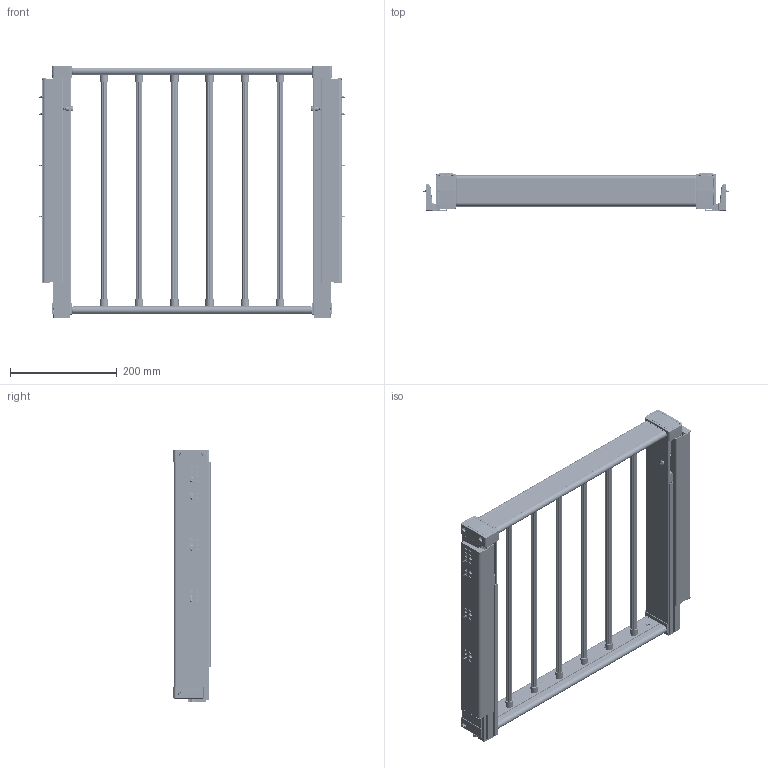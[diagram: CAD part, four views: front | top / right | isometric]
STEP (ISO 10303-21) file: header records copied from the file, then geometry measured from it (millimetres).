
FILE_DESCRIPTION (( 'STEP AP203' ), '1' );
FILE_NAME ('S-6707.STEP', '2020-11-02T08:39:19', ( '' ), ( '' ), 'SwSTEP 2.0', 'SolidWorks 2020', '' );
FILE_SCHEMA (( 'CONFIG_CONTROL_DESIGN' ));
Length unit declared in the file: millimetre
Products named in the file (15): Tandem Orjinal Ray 450 mm_Varsay考an; S-6707; Kare Pul_Varsay考an; cross fh tapping 7976_din(Tapping screw DIN 7982-ST3.5x13-C-H-S)_Varsay考an; Ask� Tutucu �� Profil J 1130_Varsay�lan; Pantolonluk K鳋e Plasti餴_Varsay峫an; Ask Tutucu D Profil J 1131_Varsay考an; Klips_Varsay考an; Per輅n_Varsay考an; Pantolonluk K鳋e Plasti餴 Arka_Varsay峫an; PAPATYA ALﾜ.BORU (6836)_Varsay考an; pan head cross recess screw_iso(ISO 7045 - M4 x 6 - Z --- 6S)_Varsay考an; pan head cross recess screw_din(ISO 7045 - M5 x 25 - Z --- 25S)_Varsay考an; Ray Kapama Profili_Varsay考an; Ask� Tutucu D�� Profil k��e plasti�i_Varsay�lan
Assembly tree (58 placements, depth 2):
  S-6707
    Tandem Orjinal Ray 450 mm_Varsay考an
    Ray Kapama Profili_Varsay考an
    Ask Tutucu D Profil J 1131_Varsay考an  x2
    Pantolonluk K鳋e Plasti餴_Varsay峫an
    Pantolonluk K鳋e Plasti餴 Arka_Varsay峫an
    Ask� Tutucu �� Profil J 1130_Varsay�lan  x2
    Klips_Varsay考an  x12
    PAPATYA ALﾜ.BORU (6836)_Varsay考an  x6
    Kare Pul_Varsay考an  x4
    pan head cross recess screw_iso(ISO 7045 - M4 x 6 - Z --- 6S)_Varsay考an  x4
    cross fh tapping 7976_din(Tapping screw DIN 7982-ST3.5x13-C-H-S)_Varsay考an  x16
    Per輅n_Varsay考an  x2
    pan head cross recess screw_din(ISO 7045 - M5 x 25 - Z --- 25S)_Varsay考an  x2
    Ask� Tutucu D�� Profil k��e plasti�i_Varsay�lan  x4
Bounding box: 574.14 x 70.2 x 473.5 mm (x, y, z)
Volume: 1395687.5 mm3; surface area: 1389854.9 mm2
Topology: 74 solids, 74 shells, 4886 faces, 12080 edges, 7288 vertices
Faces by surface type: cylinder 1616, plane 1322, cone 1226, torus 322, bspline 268, sphere 132
Entity records: 105998 total; most frequent: CARTESIAN_POINT 41830, DIRECTION 13025, ORIENTED_EDGE 12936, EDGE_CURVE 6468, AXIS2_PLACEMENT_3D 4977, VERTEX_POINT 4008, VECTOR 3071, LINE 3071
